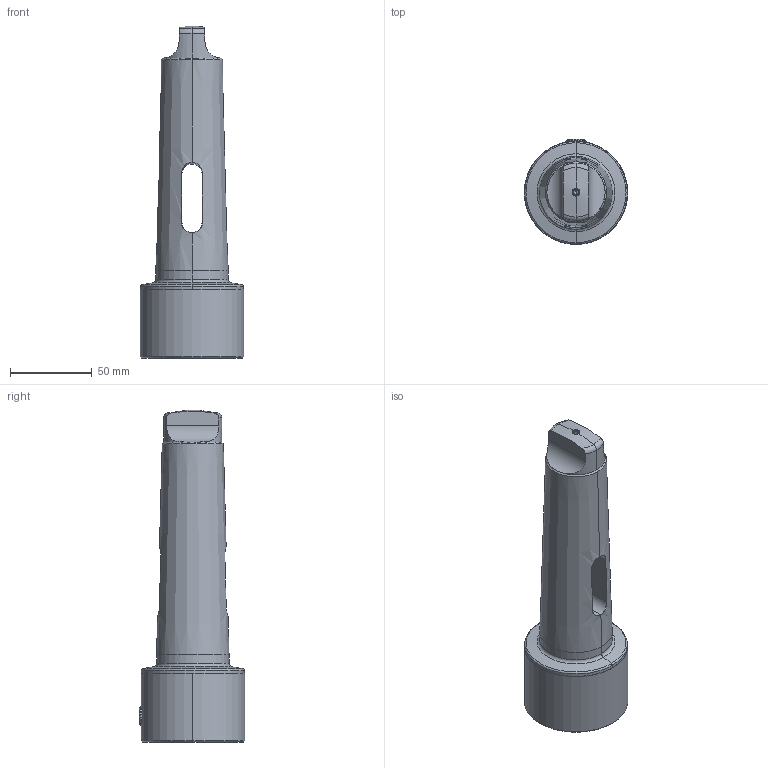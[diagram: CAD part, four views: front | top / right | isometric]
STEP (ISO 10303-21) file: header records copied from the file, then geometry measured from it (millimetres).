
FILE_DESCRIPTION(('no description'),'unknown implementation level');
FILE_NAME('887CCABF-2C76-46FD-8028-83EA4E95910F_export.stp',' ',('CIMSOURCE GmbH'),('CADClick - KiM GmbH - www.kimweb.de'),'unknown preprocess','ACIS','unknown authorization');
FILE_SCHEMA(('automotive_design'));
Length unit declared in the file: millimetre
Products named in the file (2): 323.563 Kaiser MK5 L X CK6 X 115|690.436 Kaiser ETL M12 X 18 CK6_Standard;NONE; 323.563 Kaiser MK5 L X CK6 X 115|323.563 Kaiser MK5 L X CK6 X 115_Standard;NONE
Bounding box: 63.5 x 64.47 x 203.66 mm (x, y, z)
Volume: 261448.5 mm3; surface area: 44989.2 mm2
Topology: 2 solids, 2 shells, 123 faces, 289 edges, 167 vertices
Faces by surface type: cone 38, plane 36, cylinder 34, torus 10, bspline 5
Entity records: 7854 total; most frequent: CARTESIAN_POINT 1832, DIRECTION 587, STYLED_ITEM 575, PRESENTATION_STYLE_ASSIGNMENT 575, COLOUR_RGB 575, ORIENTED_EDGE 566, EDGE_CURVE 283, CURVE_STYLE 283
